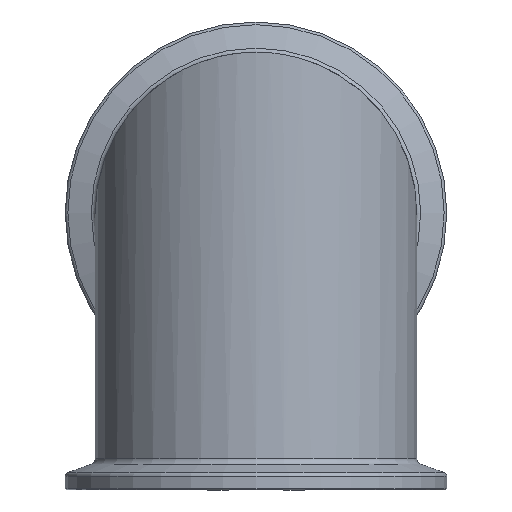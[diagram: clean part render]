
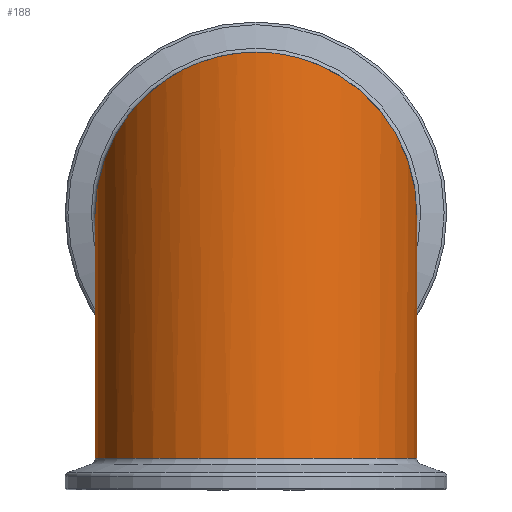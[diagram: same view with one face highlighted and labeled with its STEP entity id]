
A CAD part, left-side view. The second image highlights one B-rep face of the part: STEP entity #188.
In plain terms, the highlighted cylindrical face has radius 80 mm (diameter 160 mm), a full revolution.
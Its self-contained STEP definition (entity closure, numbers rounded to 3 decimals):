
#30=ELLIPSE('',#211,113.137,80.);
#48=ORIENTED_EDGE('',*,*,#73,.F.);
#49=ORIENTED_EDGE('',*,*,#65,.T.);
#65=EDGE_CURVE('',#81,#81,#30,.T.);
#73=EDGE_CURVE('',#89,#89,#103,.T.);
#81=VERTEX_POINT('',#312);
#89=VERTEX_POINT('',#336);
#103=CIRCLE('',#227,80.);
#126=EDGE_LOOP('',(#48));
#127=EDGE_LOOP('',(#49));
#158=FACE_BOUND('',#126,.T.);
#159=FACE_BOUND('',#127,.T.);
#177=CYLINDRICAL_SURFACE('',#226,80.);
#188=ADVANCED_FACE('',(#158,#159),#177,.T.);
#211=AXIS2_PLACEMENT_3D('',#311,#247,#248);
#226=AXIS2_PLACEMENT_3D('',#334,#277,#278);
#227=AXIS2_PLACEMENT_3D('',#335,#279,#280);
#247=DIRECTION('',(-0.707,0.,-0.707));
#248=DIRECTION('',(-0.707,0.,0.707));
#277=DIRECTION('',(0.,0.,1.));
#278=DIRECTION('',(-1.,0.,0.));
#279=DIRECTION('',(0.,0.,-1.));
#280=DIRECTION('',(-1.,0.,0.));
#311=CARTESIAN_POINT('',(0.,0.,0.));
#312=CARTESIAN_POINT('',(-80.,0.,80.));
#334=CARTESIAN_POINT('',(0.,0.,0.));
#335=CARTESIAN_POINT('',(0.,0.,-122.302));
#336=CARTESIAN_POINT('',(-80.,0.,-122.302));
